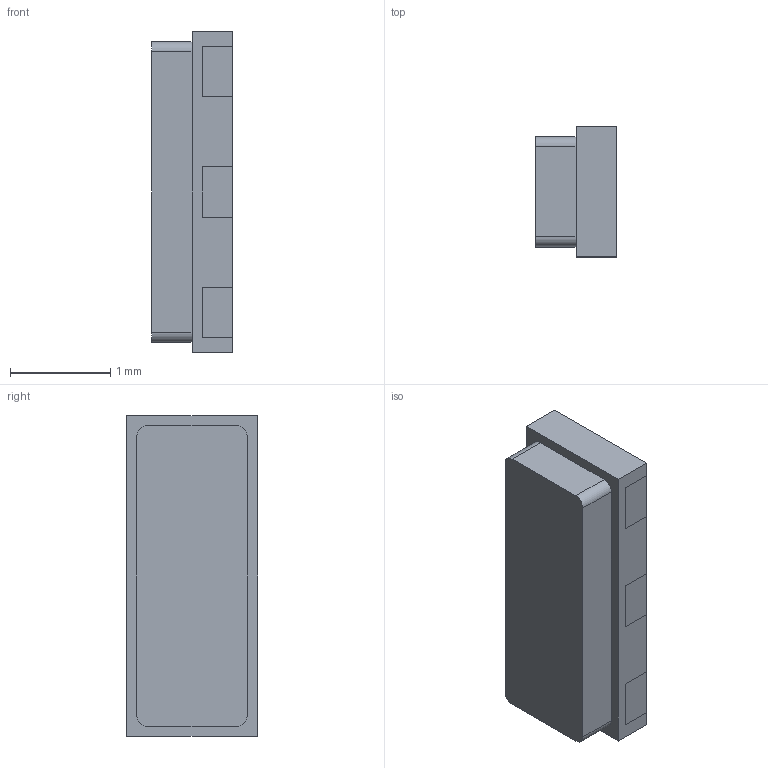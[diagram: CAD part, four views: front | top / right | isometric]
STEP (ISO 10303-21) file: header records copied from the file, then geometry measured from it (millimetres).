
FILE_DESCRIPTION (( 'STEP AP214' ), '1' );
FILE_NAME ('Êâàðö ìàëåíüêèé.STEP', '2020-06-20T09:38:34', ( 'Ivan' ), ( '' ), 'SwSTEP 2.0', 'SolidWorks 2018', '' );
FILE_SCHEMA (( 'AUTOMOTIVE_DESIGN' ));
Length unit declared in the file: millimetre
Products named in the file (1): Êâàðö ìàëåíüêèé
Bounding box: 0.8 x 1.31 x 3.2 mm (x, y, z)
Surface area: 28.9 mm2
Topology: 5 solids, 5 shells, 34 faces, 72 edges, 48 vertices
Faces by surface type: plane 30, cylinder 4
Entity records: 1348 total; most frequent: CARTESIAN_POINT 155, DIRECTION 150, ORIENTED_EDGE 144, EDGE_CURVE 72, VECTOR 64, LINE 64, VERTEX_POINT 48, AXIS2_PLACEMENT_3D 43
